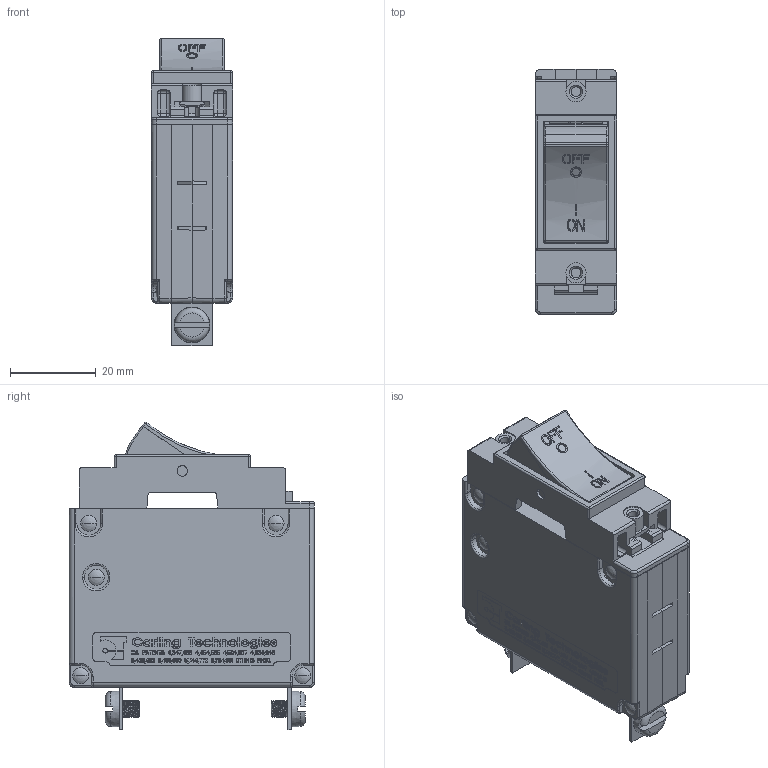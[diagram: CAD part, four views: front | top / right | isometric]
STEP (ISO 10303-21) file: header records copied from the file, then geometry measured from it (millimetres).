
FILE_DESCRIPTION((''),'2;1');
FILE_NAME('001_J_SERIES_CB_MASTER_ASM','2017-10-23T13:51:52',('brandonpare'),(''),'CREO PARAMETRIC BY PTC INC, 2017110','CREO PARAMETRIC BY PTC INC, 2017110','');
FILE_SCHEMA(('CONFIG_CONTROL_DESIGN'));
Products named in the file (13): J_SHELL_ROCKER_WOAUX_WOFR_LH; J_SHELL_ROCKER_WOAUX_WOFR_RH; J_SHELL_ROCKER_WOAUX_WOFR_ASM; MOUNTING_ROCKER; DATUMS-COORDINATES-ONLY; 8-32_10-32_M4_M5_SCREW_BUS_TYPE; M5_SCREW_FASTNER; CURVED_ROCKER-C-1; FRONT_BRACKETS; TERMINALS-ACTUATOR-3D_ASM; 1_POLE_AUX_J_ROCKER_VER_ASM; TIE-J-SERIES; 001_J_SERIES_CB_MASTER_ASM
Assembly tree (19 placements, depth 4):
  001_J_SERIES_CB_MASTER_ASM
    1_POLE_AUX_J_ROCKER_VER_ASM
      J_SHELL_ROCKER_WOAUX_WOFR_ASM
        J_SHELL_ROCKER_WOAUX_WOFR_LH
        J_SHELL_ROCKER_WOAUX_WOFR_RH
      MOUNTING_ROCKER  x2
      TERMINALS-ACTUATOR-3D_ASM
        DATUMS-COORDINATES-ONLY
        8-32_10-32_M4_M5_SCREW_BUS_TYPE  x2
        M5_SCREW_FASTNER  x2
        CURVED_ROCKER-C-1
        FRONT_BRACKETS
    TIE-J-SERIES  x5
Bounding box: 18.9 x 57.28 x 71.69 mm (x, y, z)
Volume: 24215.9 mm3; surface area: 27878.2 mm2
Topology: 15 solids, 16 shells, 4346 faces, 12080 edges, 7960 vertices
Faces by surface type: plane 3633, cylinder 315, extrusion 198, cone 87, torus 54, sphere 47, bspline 12
Entity records: 138188 total; most frequent: CARTESIAN_POINT 29525, ORIENTED_EDGE 23662, DIRECTION 20153, EDGE_CURVE 11840, VECTOR 10603, LINE 10405, VERTEX_POINT 7813, AXIS2_PLACEMENT_3D 4775
